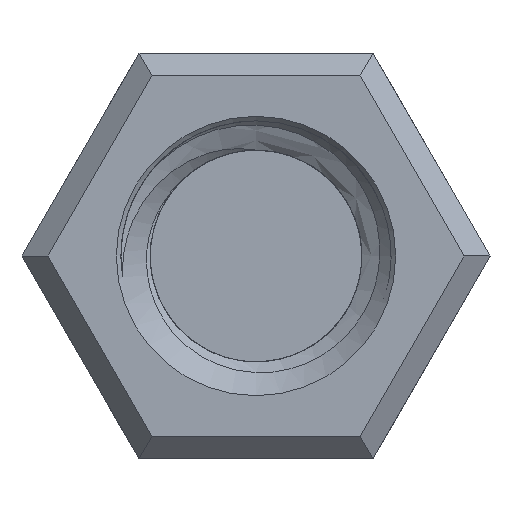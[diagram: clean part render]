
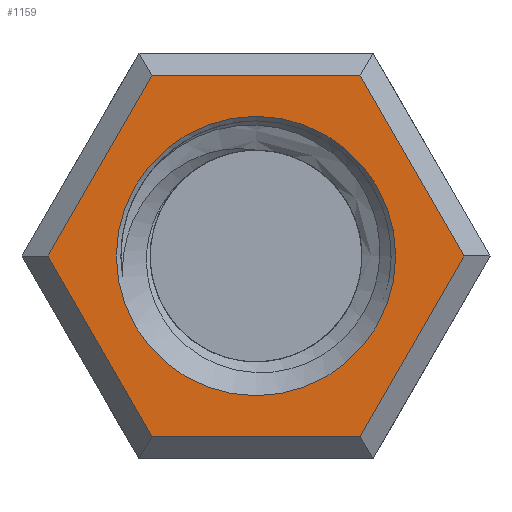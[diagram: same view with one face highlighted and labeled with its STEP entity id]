
A CAD part, left-side view. The second image highlights one B-rep face of the part: STEP entity #1159.
In plain terms, the highlighted planar face has unit normal (-1, 0, 0).
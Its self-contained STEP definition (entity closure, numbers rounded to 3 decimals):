
#158=FACE_BOUND($,#254,.T.);
#159=FACE_BOUND($,#255,.T.);
#166=CIRCLE($,#1217,1.551);
#254=EDGE_LOOP($,(#776));
#255=EDGE_LOOP($,(#777,#778,#779,#780,#781,#782));
#306=LINE($,#1484,#352);
#310=LINE($,#1492,#356);
#313=LINE($,#1498,#359);
#316=LINE($,#1504,#362);
#320=LINE($,#1512,#366);
#323=LINE($,#1516,#369);
#352=VECTOR($,#1286,2.309);
#356=VECTOR($,#1292,2.309);
#359=VECTOR($,#1297,2.309);
#362=VECTOR($,#1302,2.309);
#366=VECTOR($,#1308,2.309);
#369=VECTOR($,#1313,2.309);
#398=VERTEX_POINT($,#1482);
#399=VERTEX_POINT($,#1483);
#402=VERTEX_POINT($,#1491);
#404=VERTEX_POINT($,#1497);
#406=VERTEX_POINT($,#1503);
#409=VERTEX_POINT($,#1511);
#417=VERTEX_POINT($,#1538);
#545=EDGE_CURVE($,#398,#399,#306,.T.);
#549=EDGE_CURVE($,#399,#402,#310,.T.);
#552=EDGE_CURVE($,#402,#404,#313,.T.);
#555=EDGE_CURVE($,#404,#406,#316,.T.);
#559=EDGE_CURVE($,#406,#409,#320,.T.);
#562=EDGE_CURVE($,#409,#398,#323,.T.);
#573=EDGE_CURVE($,#417,#417,#166,.T.);
#776=ORIENTED_EDGE($,*,*,#573,.T.);
#777=ORIENTED_EDGE($,*,*,#545,.F.);
#778=ORIENTED_EDGE($,*,*,#562,.F.);
#779=ORIENTED_EDGE($,*,*,#559,.F.);
#780=ORIENTED_EDGE($,*,*,#555,.F.);
#781=ORIENTED_EDGE($,*,*,#552,.F.);
#782=ORIENTED_EDGE($,*,*,#549,.F.);
#1130=PLANE($,#1216);
#1159=ADVANCED_FACE($,(#158,#159),#1130,.F.);
#1216=AXIS2_PLACEMENT_3D($,#1537,#1330,#1331);
#1217=AXIS2_PLACEMENT_3D($,#1539,#1332,#1333);
#1286=DIRECTION($,(0.,-0.5,-0.866));
#1292=DIRECTION($,(0.,0.5,-0.866));
#1297=DIRECTION($,(0.,1.,0.));
#1302=DIRECTION($,(0.,0.5,0.866));
#1308=DIRECTION($,(0.,-0.5,0.866));
#1313=DIRECTION($,(0.,-1.,0.));
#1330=DIRECTION('center_axis',(1.,0.,0.));
#1331=DIRECTION('ref_axis',(0.,0.,-1.));
#1332=DIRECTION('center_axis',(1.,0.,0.));
#1333=DIRECTION('ref_axis',(0.,0.,-1.));
#1482=CARTESIAN_POINT('',(-39.85,-1.155,2.));
#1483=CARTESIAN_POINT('',(-39.85,-2.309,0.));
#1484=CARTESIAN_POINT($,(-39.85,-2.335,-0.044));
#1491=CARTESIAN_POINT('',(-39.85,-1.155,-2.));
#1492=CARTESIAN_POINT($,(-39.85,-0.852,-2.525));
#1497=CARTESIAN_POINT('',(-39.85,1.155,-2.));
#1498=CARTESIAN_POINT($,(-39.85,1.205,-2.));
#1503=CARTESIAN_POINT('',(-39.85,2.309,0.));
#1504=CARTESIAN_POINT($,(-39.85,1.779,-0.919));
#1511=CARTESIAN_POINT('',(-39.85,1.155,2.));
#1512=CARTESIAN_POINT($,(-39.85,1.963,0.6));
#1516=CARTESIAN_POINT($,(-39.85,-0.094,2.));
#1537=CARTESIAN_POINT('Origin',(-39.85,1.111,-1.925));
#1538=CARTESIAN_POINT('',(-39.85,0.,1.551));
#1539=CARTESIAN_POINT('Origin',(-39.85,0.,0.));
